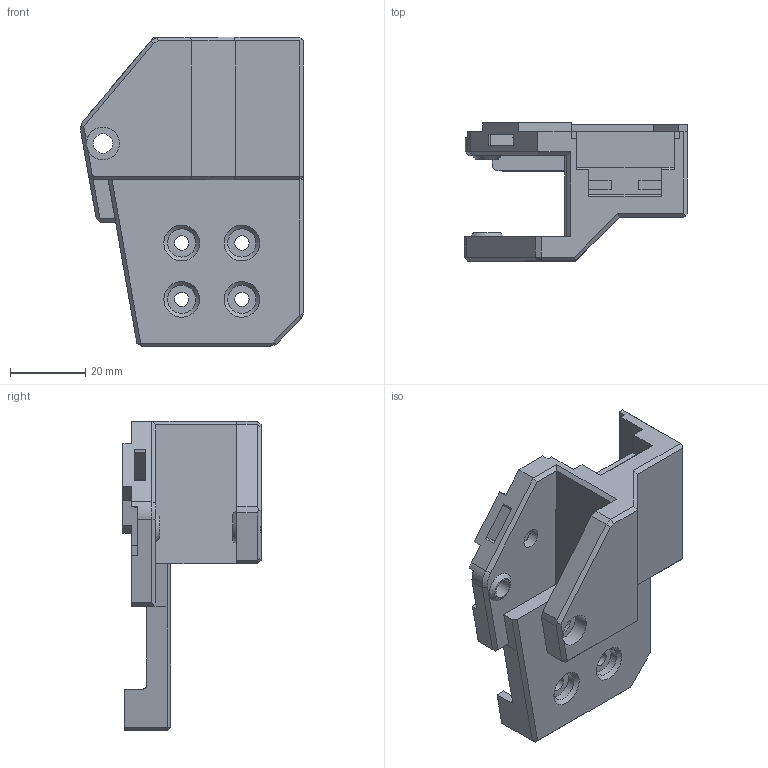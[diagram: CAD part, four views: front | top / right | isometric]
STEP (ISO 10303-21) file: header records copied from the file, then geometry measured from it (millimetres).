
FILE_DESCRIPTION(/* description */ (''),/* implementation_level */ '2;1');
FILE_NAME(/* name */ 'Left XY Top.step',/* time_stamp */ '2022-10-31T20:40:46-05:00',/* author */ (''),/* organization */ (''),/* preprocessor_version */ 'ST-DEVELOPER v19',/* originating_system */ 'Autodesk Translation Framework v11.7.0.108',/* authorisation */ '');
FILE_SCHEMA (('AUTOMOTIVE_DESIGN { 1 0 10303 214 3 1 1 }'));
Length unit declared in the file: millimetre
Products named in the file (1): FusionComponent
Bounding box: 59.36 x 36.75 x 82.32 mm (x, y, z)
Volume: 43536.6 mm3; surface area: 18431.4 mm2
Topology: 1 solids, 1 shells, 163 faces, 423 edges, 272 vertices
Faces by surface type: plane 131, cylinder 25, cone 7
Full cylindrical faces by diameter (mm): 3.5 x6, 3.8 x4, 5.2 x4, 7.5 x5, 8.75 x1, 9.106 x1
Entity records: 4986 total; most frequent: CARTESIAN_POINT 859, ORIENTED_EDGE 846, DIRECTION 812, EDGE_CURVE 423, LINE 362, VECTOR 362, VERTEX_POINT 272, AXIS2_PLACEMENT_3D 225
